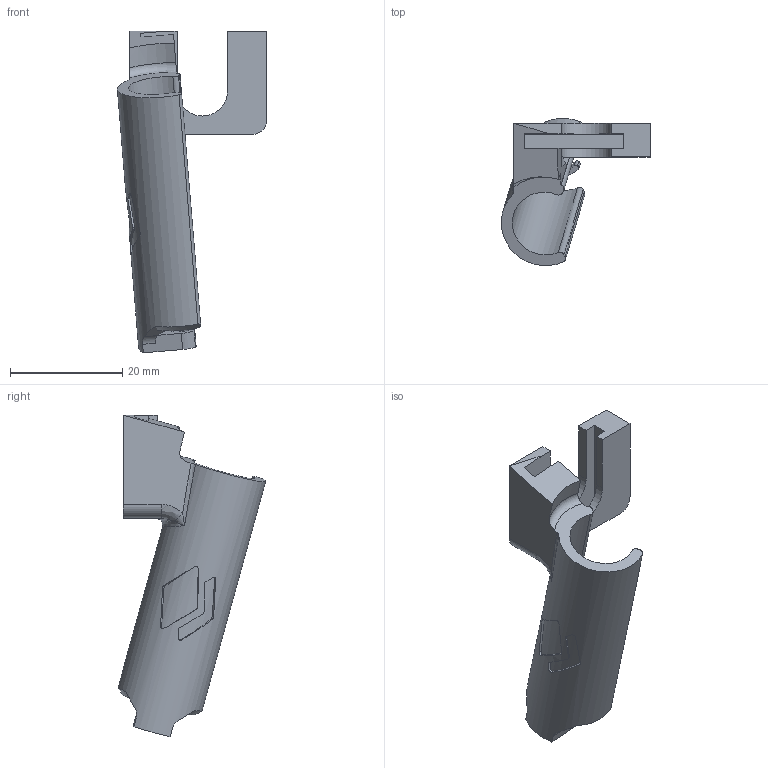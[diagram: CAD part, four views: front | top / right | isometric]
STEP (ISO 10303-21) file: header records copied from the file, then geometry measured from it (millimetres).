
FILE_DESCRIPTION(/* description */ (''),/* implementation_level */ '2;1');
FILE_NAME(/* name */ 'Creality_Ender3_EndoMount.step',/* time_stamp */ '2023-07-17T18:08:10+01:00',/* author */ (''),/* organization */ (''),/* preprocessor_version */ 'ST-DEVELOPER v19.2',/* originating_system */ 'Autodesk Translation Framework v12.6.0.85',/* authorisation */ '');
FILE_SCHEMA (('AUTOMOTIVE_DESIGN { 1 0 10303 214 3 1 1 }'));
Length unit declared in the file: millimetre
Products named in the file (1): Endocope Mount
Bounding box: 26.6 x 26.27 x 57.27 mm (x, y, z)
Volume: 4435.6 mm3; surface area: 4580.1 mm2
Topology: 1 solids, 1 shells, 84 faces, 240 edges, 159 vertices
Faces by surface type: plane 31, bspline 30, cylinder 20, cone 2, torus 1
Entity records: 5021 total; most frequent: CARTESIAN_POINT 2992, ORIENTED_EDGE 478, DIRECTION 321, EDGE_CURVE 239, VERTEX_POINT 159, LINE 115, VECTOR 115, AXIS2_PLACEMENT_3D 103
